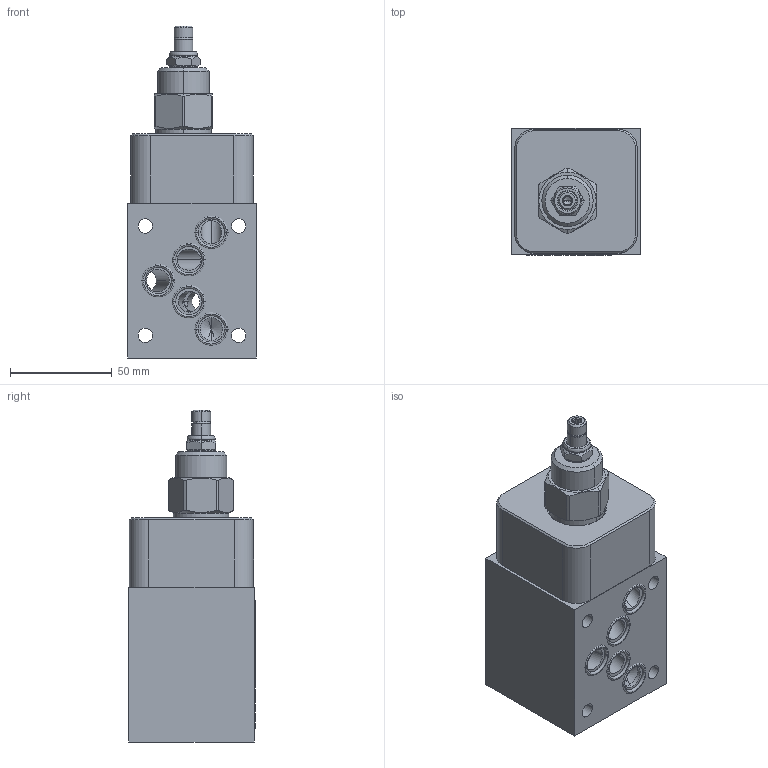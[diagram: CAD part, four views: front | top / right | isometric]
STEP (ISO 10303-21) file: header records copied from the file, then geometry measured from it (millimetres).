
FILE_DESCRIPTION((''),'2;1');
FILE_NAME('RVEALAN-BBE-M_ASM','2020-04-08T',('ProEService'),(''),'PRO/ENGINEER BY PARAMETRIC TECHNOLOGY CORPORATION, 2014200','PRO/ENGINEER BY PARAMETRIC TECHNOLOGY CORPORATION, 2014200','');
FILE_SCHEMA(('CONFIG_CONTROL_DESIGN'));
Length unit declared in the file: inch
Products named in the file (5): 151-405-003; RVEALAN; 500-001-014; 330-018-002; RVEALAN-BBE-M_ASM
Assembly tree (8 placements, depth 2):
  RVEALAN-BBE-M_ASM
    151-405-003
    RVEALAN
    500-001-014  x5
    330-018-002
Bounding box: 63.5 x 62.43 x 163.53 mm (x, y, z)
Volume: 396521.7 mm3; surface area: 71938.9 mm2
Topology: 10 solids, 12 shells, 429 faces, 1233 edges, 950 vertices
Faces by surface type: cylinder 180, cone 88, plane 84, torus 35, revolution 32, sphere 10
Entity records: 17923 total; most frequent: CARTESIAN_POINT 7165, DIRECTION 2252, ORIENTED_EDGE 1960, EDGE_CURVE 980, AXIS2_PLACEMENT_3D 847, VERTEX_POINT 603, VECTOR 542, LINE 542
